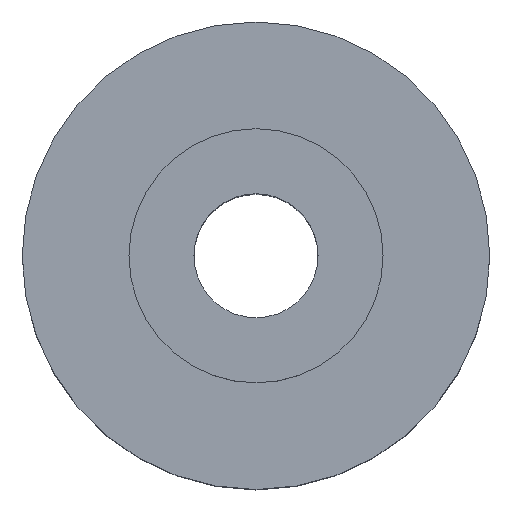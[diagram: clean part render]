
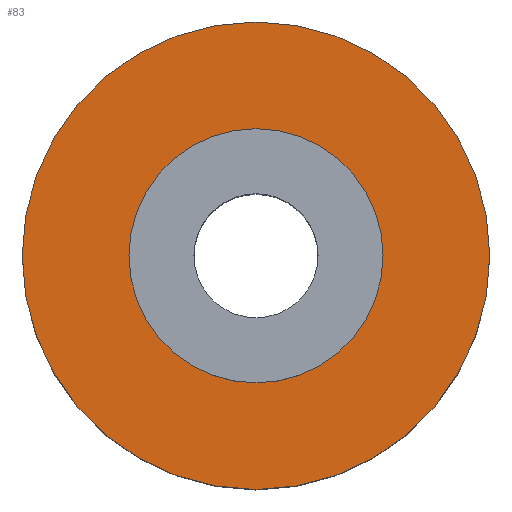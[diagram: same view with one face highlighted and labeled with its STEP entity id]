
A CAD part, top view. The second image highlights one B-rep face of the part: STEP entity #83.
In plain terms, the highlighted planar face has unit normal (0, 0, 1).
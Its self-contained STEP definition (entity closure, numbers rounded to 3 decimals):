
#7 = EDGE_LOOP ( 'NONE', ( #181, #243 ) ) ;
#19 = EDGE_LOOP ( 'NONE', ( #130, #77 ) ) ;
#26 = VERTEX_POINT ( 'NONE', #121 ) ;
#31 = CARTESIAN_POINT ( 'NONE',  ( 0., 0., 12. ) ) ;
#33 = DIRECTION ( 'NONE',  ( 1., 0., 0. ) ) ;
#46 = CARTESIAN_POINT ( 'NONE',  ( 0., 0., 12. ) ) ;
#63 = DIRECTION ( 'NONE',  ( 1., 0., 0. ) ) ;
#72 = VERTEX_POINT ( 'NONE', #103 ) ;
#76 = EDGE_CURVE ( 'NONE', #26, #124, #212, .T. ) ;
#77 = ORIENTED_EDGE ( 'NONE', *, *, #218, .F. ) ;
#83 = ADVANCED_FACE ( 'NONE', ( #248, #217 ), #280, .F. ) ;
#86 = DIRECTION ( 'NONE',  ( 0., 0., 1. ) ) ;
#87 = AXIS2_PLACEMENT_3D ( 'NONE', #144, #285, #63 ) ;
#101 = CARTESIAN_POINT ( 'NONE',  ( -12.5, 0., 12. ) ) ;
#103 = CARTESIAN_POINT ( 'NONE',  ( 12.5, 0., 12. ) ) ;
#104 = DIRECTION ( 'NONE',  ( 0., 0., -1. ) ) ;
#105 = AXIS2_PLACEMENT_3D ( 'NONE', #306, #192, #129 ) ;
#113 = EDGE_CURVE ( 'NONE', #124, #26, #143, .T. ) ;
#117 = CIRCLE ( 'NONE', #87, 12.5 ) ;
#121 = CARTESIAN_POINT ( 'NONE',  ( 23., 0., 12. ) ) ;
#124 = VERTEX_POINT ( 'NONE', #363 ) ;
#129 = DIRECTION ( 'NONE',  ( 1., 0., 0. ) ) ;
#130 = ORIENTED_EDGE ( 'NONE', *, *, #235, .F. ) ;
#136 = VERTEX_POINT ( 'NONE', #101 ) ;
#143 = CIRCLE ( 'NONE', #105, 23. ) ;
#144 = CARTESIAN_POINT ( 'NONE',  ( 0., 0., 12. ) ) ;
#147 = AXIS2_PLACEMENT_3D ( 'NONE', #31, #86, #33 ) ;
#181 = ORIENTED_EDGE ( 'NONE', *, *, #76, .T. ) ;
#192 = DIRECTION ( 'NONE',  ( 0., 0., 1. ) ) ;
#206 = AXIS2_PLACEMENT_3D ( 'NONE', #46, #246, #302 ) ;
#212 = CIRCLE ( 'NONE', #206, 23. ) ;
#217 = FACE_OUTER_BOUND ( 'NONE', #7, .T. ) ;
#218 = EDGE_CURVE ( 'NONE', #136, #72, #117, .T. ) ;
#235 = EDGE_CURVE ( 'NONE', #72, #136, #289, .T. ) ;
#243 = ORIENTED_EDGE ( 'NONE', *, *, #113, .T. ) ;
#246 = DIRECTION ( 'NONE',  ( 0., 0., 1. ) ) ;
#248 = FACE_BOUND ( 'NONE', #19, .T. ) ;
#280 = PLANE ( 'NONE',  #337 ) ;
#285 = DIRECTION ( 'NONE',  ( 0., 0., 1. ) ) ;
#289 = CIRCLE ( 'NONE', #147, 12.5 ) ;
#302 = DIRECTION ( 'NONE',  ( 1., 0., 0. ) ) ;
#306 = CARTESIAN_POINT ( 'NONE',  ( 0., 0., 12. ) ) ;
#337 = AXIS2_PLACEMENT_3D ( 'NONE', #366, #104, #370 ) ;
#363 = CARTESIAN_POINT ( 'NONE',  ( -23., 0., 12. ) ) ;
#366 = CARTESIAN_POINT ( 'NONE',  ( 0., 12.5, 12. ) ) ;
#370 = DIRECTION ( 'NONE',  ( -1., 0., 0. ) ) ;
